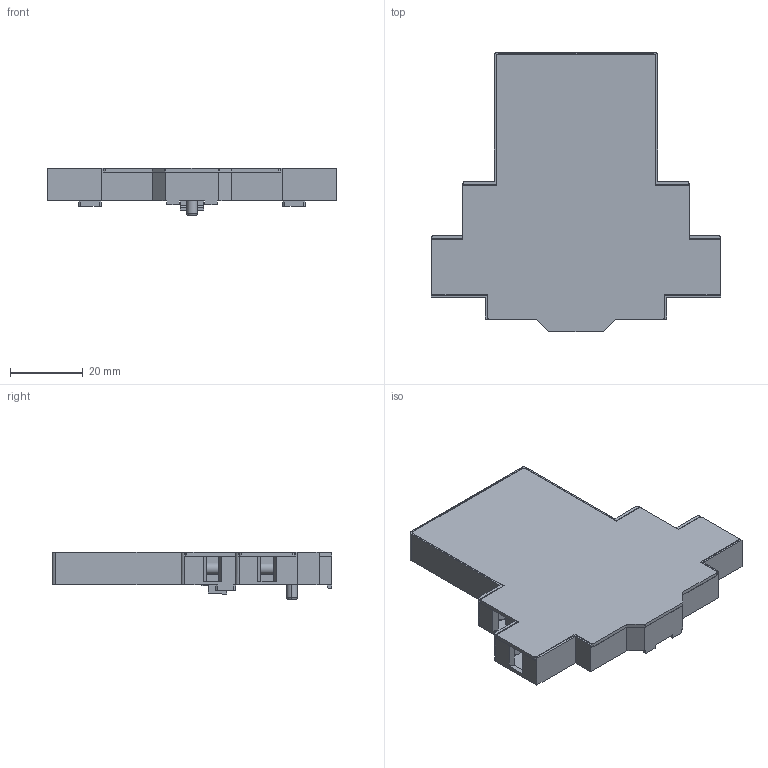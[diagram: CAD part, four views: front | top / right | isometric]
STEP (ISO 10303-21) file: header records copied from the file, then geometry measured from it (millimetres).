
FILE_DESCRIPTION((''),'2;1');
FILE_NAME('PS_0046001XX_ASM','2021-07-28T',('marketing.praksa'),('Audax d.o.o.'),'CREO PARAMETRIC BY PTC INC, 2017480','CREO PARAMETRIC BY PTC INC, 2017480','');
FILE_SCHEMA(('AUTOMOTIVE_DESIGN { 1 0 10303 214 1 1 1 1 }'));
Length unit declared in the file: millimetre
Products named in the file (6): 37422167_20; 37422168_10; 37422170_6; PRT9539; PRT9540; PS_0046001XX_ASM
Assembly tree (8 placements, depth 2):
  PS_0046001XX_ASM
    37422167_20
    37422168_10
    37422170_6
    PRT9539  x4
    PRT9540
Bounding box: 79.85 x 77 x 12.95 mm (x, y, z)
Volume: 13920.9 mm3; surface area: 27267.7 mm2
Topology: 10 solids, 10 shells, 858 faces, 2423 edges, 1597 vertices
Faces by surface type: plane 547, cylinder 213, cone 40, torus 34, bspline 16, sphere 8
Entity records: 35142 total; most frequent: CARTESIAN_POINT 4552, ORIENTED_EDGE 4050, DIRECTION 3900, PRESENTATION_STYLE_ASSIGNMENT 2746, STYLED_ITEM 2746, CURVE_STYLE 2025, EDGE_CURVE 2025, VECTOR 1514
